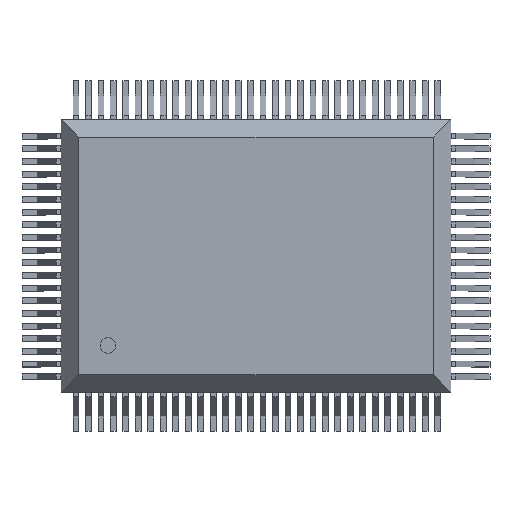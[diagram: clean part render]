
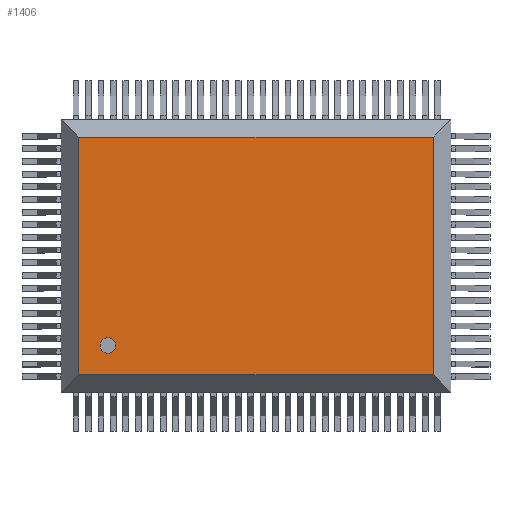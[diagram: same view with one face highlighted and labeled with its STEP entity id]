
A CAD part, top view. The second image highlights one B-rep face of the part: STEP entity #1406.
In plain terms, the highlighted planar face has unit normal (0, 0, 1).
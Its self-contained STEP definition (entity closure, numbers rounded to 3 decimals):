
#1238 = VERTEX_POINT('',#1239);
#1239 = CARTESIAN_POINT('',(-9.1,6.1,3.2));
#1245 = EDGE_CURVE('',#1238,#1246,#1248,.T.);
#1246 = VERTEX_POINT('',#1247);
#1247 = CARTESIAN_POINT('',(9.1,6.1,3.2));
#1248 = LINE('',#1249,#1250);
#1249 = CARTESIAN_POINT('',(-10.,6.1,3.2));
#1250 = VECTOR('',#1251,1.);
#1251 = DIRECTION('',(1.,0.,0.));
#1346 = VERTEX_POINT('',#1347);
#1347 = CARTESIAN_POINT('',(-9.1,-6.1,3.2));
#1353 = EDGE_CURVE('',#1346,#1238,#1354,.T.);
#1354 = LINE('',#1355,#1356);
#1355 = CARTESIAN_POINT('',(-9.1,-7.,3.2));
#1356 = VECTOR('',#1357,1.);
#1357 = DIRECTION('',(0.,1.,0.));
#1406 = ADVANCED_FACE('',(#1407,#1425),#1436,.T.);
#1407 = FACE_BOUND('',#1408,.T.);
#1408 = EDGE_LOOP('',(#1409,#1410,#1411,#1419));
#1409 = ORIENTED_EDGE('',*,*,#1245,.F.);
#1410 = ORIENTED_EDGE('',*,*,#1353,.F.);
#1411 = ORIENTED_EDGE('',*,*,#1412,.F.);
#1412 = EDGE_CURVE('',#1413,#1346,#1415,.T.);
#1413 = VERTEX_POINT('',#1414);
#1414 = CARTESIAN_POINT('',(9.1,-6.1,3.2));
#1415 = LINE('',#1416,#1417);
#1416 = CARTESIAN_POINT('',(10.,-6.1,3.2));
#1417 = VECTOR('',#1418,1.);
#1418 = DIRECTION('',(-1.,0.,0.));
#1419 = ORIENTED_EDGE('',*,*,#1420,.F.);
#1420 = EDGE_CURVE('',#1246,#1413,#1421,.T.);
#1421 = LINE('',#1422,#1423);
#1422 = CARTESIAN_POINT('',(9.1,7.,3.2));
#1423 = VECTOR('',#1424,1.);
#1424 = DIRECTION('',(0.,-1.,0.));
#1425 = FACE_BOUND('',#1426,.T.);
#1426 = EDGE_LOOP('',(#1427));
#1427 = ORIENTED_EDGE('',*,*,#1428,.F.);
#1428 = EDGE_CURVE('',#1429,#1429,#1431,.T.);
#1429 = VERTEX_POINT('',#1430);
#1430 = CARTESIAN_POINT('',(-7.2,-4.6,3.2));
#1431 = CIRCLE('',#1432,0.4);
#1432 = AXIS2_PLACEMENT_3D('',#1433,#1434,#1435);
#1433 = CARTESIAN_POINT('',(-7.6,-4.6,3.2));
#1434 = DIRECTION('',(0.,0.,1.));
#1435 = DIRECTION('',(1.,0.,0.));
#1436 = PLANE('',#1437);
#1437 = AXIS2_PLACEMENT_3D('',#1438,#1439,#1440);
#1438 = CARTESIAN_POINT('',(0.,0.,3.2));
#1439 = DIRECTION('',(0.,0.,1.));
#1440 = DIRECTION('',(1.,0.,0.));
